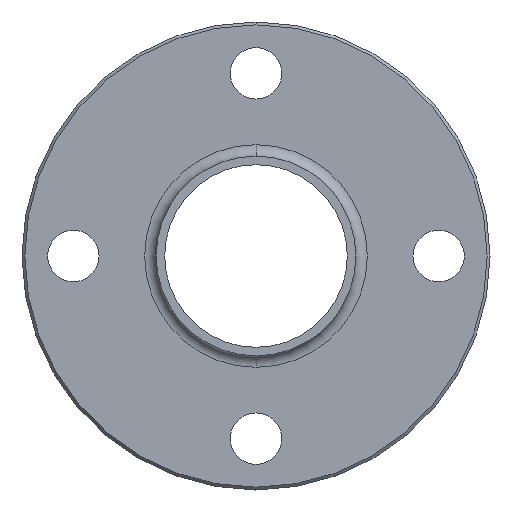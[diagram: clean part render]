
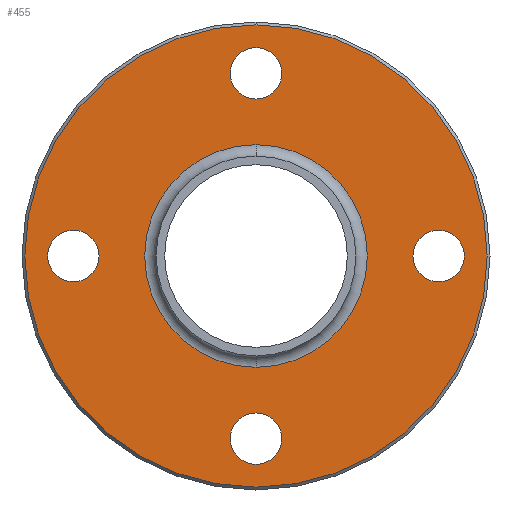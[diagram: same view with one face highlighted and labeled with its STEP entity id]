
A CAD part, left-side view. The second image highlights one B-rep face of the part: STEP entity #455.
In plain terms, the highlighted planar face has unit normal (-1, 0, 0).
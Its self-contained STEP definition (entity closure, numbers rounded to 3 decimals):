
#1 = CARTESIAN_POINT ( 'NONE',  ( 6.609, 0., 0. ) ) ;
#6 = AXIS2_PLACEMENT_3D ( 'NONE', #377, #86, #25 ) ;
#10 = DIRECTION ( 'NONE',  ( 0., 0., 1. ) ) ;
#22 = CARTESIAN_POINT ( 'NONE',  ( 6.609, 0., -27.5 ) ) ;
#25 = DIRECTION ( 'NONE',  ( 0., 0., 1. ) ) ;
#29 = CIRCLE ( 'NONE', #866, 4.5 ) ;
#34 = EDGE_CURVE ( 'NONE', #838, #913, #292, .T. ) ;
#36 = DIRECTION ( 'NONE',  ( 1., 0., 0. ) ) ;
#41 = VERTEX_POINT ( 'NONE', #63 ) ;
#51 = VERTEX_POINT ( 'NONE', #717 ) ;
#58 = ORIENTED_EDGE ( 'NONE', *, *, #307, .F. ) ;
#63 = CARTESIAN_POINT ( 'NONE',  ( 6.609, -32., -4.5 ) ) ;
#65 = CARTESIAN_POINT ( 'NONE',  ( 6.609, 0., -19.5 ) ) ;
#69 = CIRCLE ( 'NONE', #808, 4.5 ) ;
#72 = EDGE_CURVE ( 'NONE', #885, #1014, #569, .T. ) ;
#85 = CARTESIAN_POINT ( 'NONE',  ( 6.609, 0., -32. ) ) ;
#86 = DIRECTION ( 'NONE',  ( -1., 0., 0. ) ) ;
#91 = EDGE_CURVE ( 'NONE', #923, #229, #724, .T. ) ;
#94 = DIRECTION ( 'NONE',  ( 1., 0., 0. ) ) ;
#104 = DIRECTION ( 'NONE',  ( 1., 0., 0. ) ) ;
#108 = AXIS2_PLACEMENT_3D ( 'NONE', #879, #386, #550 ) ;
#114 = CARTESIAN_POINT ( 'NONE',  ( 6.609, 32., 0. ) ) ;
#121 = DIRECTION ( 'NONE',  ( 0., 0., -1. ) ) ;
#128 = EDGE_LOOP ( 'NONE', ( #597, #611 ) ) ;
#142 = VERTEX_POINT ( 'NONE', #959 ) ;
#148 = EDGE_CURVE ( 'NONE', #640, #142, #29, .T. ) ;
#152 = CIRCLE ( 'NONE', #653, 4.5 ) ;
#161 = VERTEX_POINT ( 'NONE', #734 ) ;
#166 = ORIENTED_EDGE ( 'NONE', *, *, #881, .T. ) ;
#171 = AXIS2_PLACEMENT_3D ( 'NONE', #727, #543, #639 ) ;
#174 = EDGE_CURVE ( 'NONE', #229, #923, #949, .T. ) ;
#176 = ORIENTED_EDGE ( 'NONE', *, *, #352, .T. ) ;
#181 = DIRECTION ( 'NONE',  ( 1., 0., 0. ) ) ;
#206 = CARTESIAN_POINT ( 'NONE',  ( 6.609, 0., 27.5 ) ) ;
#211 = CARTESIAN_POINT ( 'NONE',  ( 6.609, -32., 0. ) ) ;
#222 = CARTESIAN_POINT ( 'NONE',  ( 6.609, 0., -40.5 ) ) ;
#229 = VERTEX_POINT ( 'NONE', #752 ) ;
#245 = DIRECTION ( 'NONE',  ( 1., 0., 0. ) ) ;
#270 = ORIENTED_EDGE ( 'NONE', *, *, #148, .T. ) ;
#273 = DIRECTION ( 'NONE',  ( 0., 0., -1. ) ) ;
#292 = CIRCLE ( 'NONE', #171, 4.5 ) ;
#293 = CARTESIAN_POINT ( 'NONE',  ( 6.609, 0., 19.5 ) ) ;
#307 = EDGE_CURVE ( 'NONE', #1014, #885, #571, .T. ) ;
#310 = CARTESIAN_POINT ( 'NONE',  ( 6.609, 32., 0. ) ) ;
#329 = DIRECTION ( 'NONE',  ( -1., 0., 0. ) ) ;
#331 = ORIENTED_EDGE ( 'NONE', *, *, #91, .T. ) ;
#349 = DIRECTION ( 'NONE',  ( 0., 0., -1. ) ) ;
#352 = EDGE_CURVE ( 'NONE', #890, #51, #914, .T. ) ;
#356 = AXIS2_PLACEMENT_3D ( 'NONE', #920, #181, #686 ) ;
#358 = ORIENTED_EDGE ( 'NONE', *, *, #835, .T. ) ;
#373 = DIRECTION ( 'NONE',  ( 1., 0., 0. ) ) ;
#377 = CARTESIAN_POINT ( 'NONE',  ( 6.609, 0., 0. ) ) ;
#382 = AXIS2_PLACEMENT_3D ( 'NONE', #964, #475, #467 ) ;
#385 = CIRCLE ( 'NONE', #636, 4.5 ) ;
#386 = DIRECTION ( 'NONE',  ( -1., 0., 0. ) ) ;
#395 = AXIS2_PLACEMENT_3D ( 'NONE', #1007, #104, #121 ) ;
#407 = ORIENTED_EDGE ( 'NONE', *, *, #626, .T. ) ;
#439 = ORIENTED_EDGE ( 'NONE', *, *, #72, .F. ) ;
#440 = EDGE_CURVE ( 'NONE', #913, #838, #385, .T. ) ;
#455 = ADVANCED_FACE ( 'NONE', ( #678, #764, #1023, #693, #848, #511 ), #1017, .F. ) ;
#467 = DIRECTION ( 'NONE',  ( 0., 0., 1. ) ) ;
#471 = ORIENTED_EDGE ( 'NONE', *, *, #174, .T. ) ;
#475 = DIRECTION ( 'NONE',  ( -1., 0., 0. ) ) ;
#509 = CARTESIAN_POINT ( 'NONE',  ( 6.609, -32., 0. ) ) ;
#511 = FACE_OUTER_BOUND ( 'NONE', #1021, .T. ) ;
#522 = DIRECTION ( 'NONE',  ( 0., 0., -1. ) ) ;
#543 = DIRECTION ( 'NONE',  ( 1., 0., 0. ) ) ;
#544 = EDGE_LOOP ( 'NONE', ( #166, #407 ) ) ;
#550 = DIRECTION ( 'NONE',  ( 0., 0., 1. ) ) ;
#562 = EDGE_LOOP ( 'NONE', ( #439, #58 ) ) ;
#563 = CARTESIAN_POINT ( 'NONE',  ( 6.609, 0., 36.5 ) ) ;
#569 = CIRCLE ( 'NONE', #108, 19.5 ) ;
#571 = CIRCLE ( 'NONE', #6, 19.5 ) ;
#573 = AXIS2_PLACEMENT_3D ( 'NONE', #1, #329, #10 ) ;
#574 = EDGE_LOOP ( 'NONE', ( #1012, #270 ) ) ;
#584 = DIRECTION ( 'NONE',  ( 0., 0., -1. ) ) ;
#597 = ORIENTED_EDGE ( 'NONE', *, *, #34, .T. ) ;
#611 = ORIENTED_EDGE ( 'NONE', *, *, #440, .T. ) ;
#626 = EDGE_CURVE ( 'NONE', #161, #41, #889, .T. ) ;
#636 = AXIS2_PLACEMENT_3D ( 'NONE', #1011, #36, #273 ) ;
#639 = DIRECTION ( 'NONE',  ( 0., 0., -1. ) ) ;
#640 = VERTEX_POINT ( 'NONE', #22 ) ;
#653 = AXIS2_PLACEMENT_3D ( 'NONE', #114, #1022, #522 ) ;
#657 = DIRECTION ( 'NONE',  ( 0., 0., -1. ) ) ;
#678 = FACE_BOUND ( 'NONE', #128, .T. ) ;
#686 = DIRECTION ( 'NONE',  ( 0., 0., -1. ) ) ;
#693 = FACE_BOUND ( 'NONE', #731, .T. ) ;
#704 = DIRECTION ( 'NONE',  ( 0., 0., -1. ) ) ;
#717 = CARTESIAN_POINT ( 'NONE',  ( 6.609, 32., -4.5 ) ) ;
#724 = CIRCLE ( 'NONE', #382, 40.5 ) ;
#727 = CARTESIAN_POINT ( 'NONE',  ( 6.609, 0., 32. ) ) ;
#731 = EDGE_LOOP ( 'NONE', ( #358, #176 ) ) ;
#734 = CARTESIAN_POINT ( 'NONE',  ( 6.609, -32., 4.5 ) ) ;
#738 = EDGE_CURVE ( 'NONE', #142, #640, #814, .T. ) ;
#752 = CARTESIAN_POINT ( 'NONE',  ( 6.609, 0., 40.5 ) ) ;
#764 = FACE_BOUND ( 'NONE', #544, .T. ) ;
#808 = AXIS2_PLACEMENT_3D ( 'NONE', #211, #373, #704 ) ;
#814 = CIRCLE ( 'NONE', #356, 4.5 ) ;
#835 = EDGE_CURVE ( 'NONE', #51, #890, #152, .T. ) ;
#838 = VERTEX_POINT ( 'NONE', #206 ) ;
#848 = FACE_BOUND ( 'NONE', #562, .T. ) ;
#865 = AXIS2_PLACEMENT_3D ( 'NONE', #310, #94, #349 ) ;
#866 = AXIS2_PLACEMENT_3D ( 'NONE', #85, #245, #584 ) ;
#876 = CARTESIAN_POINT ( 'NONE',  ( 6.609, 32., 4.5 ) ) ;
#879 = CARTESIAN_POINT ( 'NONE',  ( 6.609, 0., 0. ) ) ;
#881 = EDGE_CURVE ( 'NONE', #41, #161, #69, .T. ) ;
#885 = VERTEX_POINT ( 'NONE', #293 ) ;
#889 = CIRCLE ( 'NONE', #1044, 4.5 ) ;
#890 = VERTEX_POINT ( 'NONE', #876 ) ;
#913 = VERTEX_POINT ( 'NONE', #563 ) ;
#914 = CIRCLE ( 'NONE', #865, 4.5 ) ;
#920 = CARTESIAN_POINT ( 'NONE',  ( 6.609, 0., -32. ) ) ;
#923 = VERTEX_POINT ( 'NONE', #222 ) ;
#949 = CIRCLE ( 'NONE', #573, 40.5 ) ;
#959 = CARTESIAN_POINT ( 'NONE',  ( 6.609, 0., -36.5 ) ) ;
#964 = CARTESIAN_POINT ( 'NONE',  ( 6.609, 0., 0. ) ) ;
#1007 = CARTESIAN_POINT ( 'NONE',  ( 6.609, 19.5, 0. ) ) ;
#1011 = CARTESIAN_POINT ( 'NONE',  ( 6.609, 0., 32. ) ) ;
#1012 = ORIENTED_EDGE ( 'NONE', *, *, #738, .T. ) ;
#1014 = VERTEX_POINT ( 'NONE', #65 ) ;
#1017 = PLANE ( 'NONE',  #395 ) ;
#1021 = EDGE_LOOP ( 'NONE', ( #331, #471 ) ) ;
#1022 = DIRECTION ( 'NONE',  ( 1., 0., 0. ) ) ;
#1023 = FACE_BOUND ( 'NONE', #574, .T. ) ;
#1044 = AXIS2_PLACEMENT_3D ( 'NONE', #509, #1063, #657 ) ;
#1063 = DIRECTION ( 'NONE',  ( 1., 0., 0. ) ) ;
